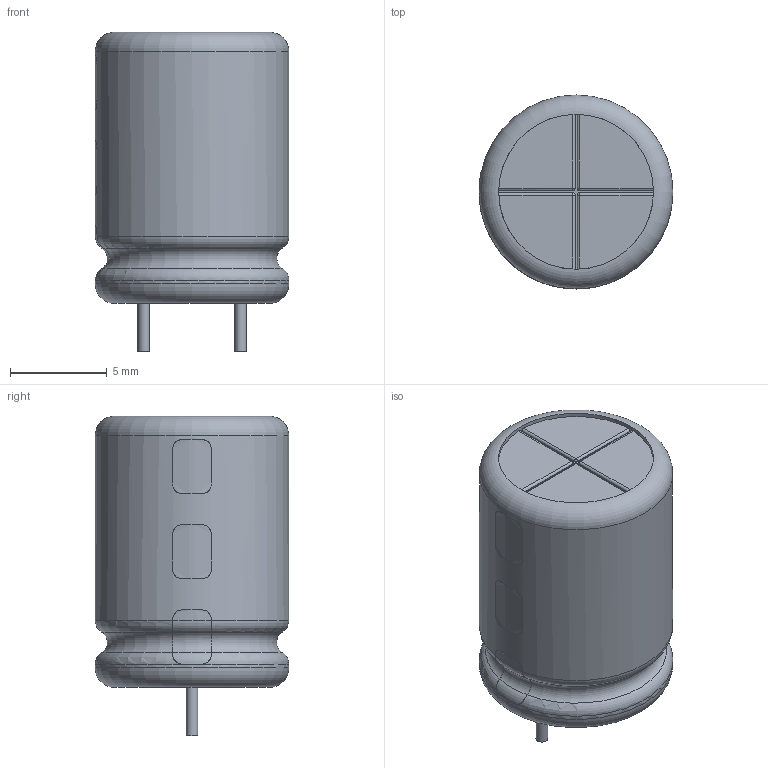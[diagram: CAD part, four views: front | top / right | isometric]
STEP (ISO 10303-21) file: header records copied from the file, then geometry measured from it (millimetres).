
FILE_DESCRIPTION(/* description */ (''),/* implementation_level */ '2;1');
FILE_NAME(/* name */ 'CAP TH ALPOLY D10.00mm S5.00mm H14.00mm.step',/* time_stamp */ '2020-09-20T06:11:53+02:00',/* author */ (''),/* organization */ (''),/* preprocessor_version */ 'ST-DEVELOPER v18.1',/* originating_system */ 'Autodesk Translation Framework v9.3.0.1241',/* authorisation */ '');
FILE_SCHEMA (('AUTOMOTIVE_DESIGN { 1 0 10303 214 3 1 1 }'));
Length unit declared in the file: millimetre
Products named in the file (1): Sample
Bounding box: 10.01 x 10 x 16.5 mm (x, y, z)
Volume: 1047.5 mm3; surface area: 600.6 mm2
Topology: 1 solids, 1 shells, 75 faces, 195 edges, 124 vertices
Faces by surface type: cylinder 33, plane 28, torus 10, sphere 4
Full cylindrical faces by diameter (mm): 0.6 x2, 8 x2, 10 x2
Entity records: 2700 total; most frequent: CARTESIAN_POINT 799, ORIENTED_EDGE 390, DIRECTION 370, EDGE_CURVE 195, AXIS2_PLACEMENT_3D 143, VERTEX_POINT 124, LINE 84, VECTOR 84
